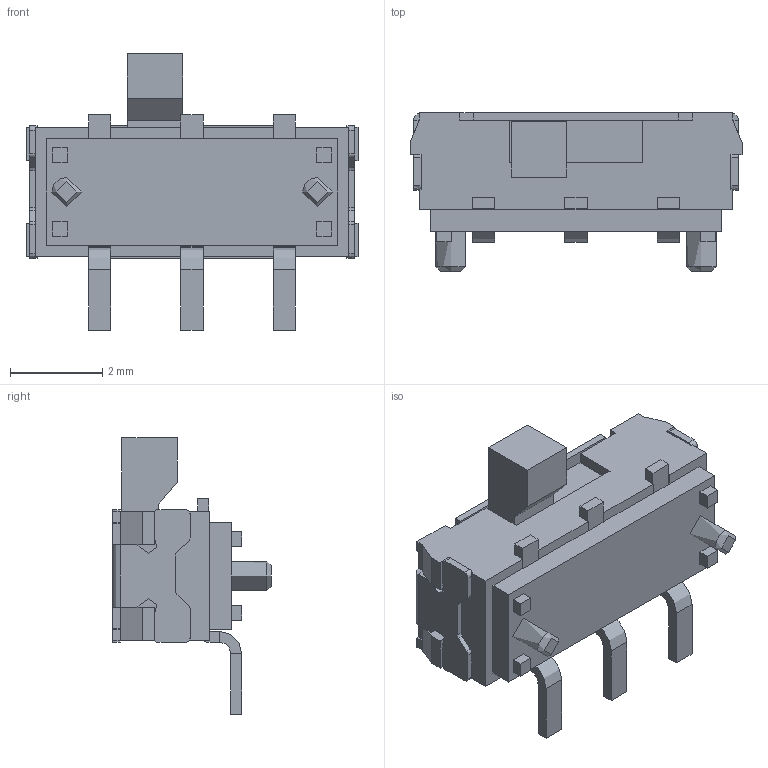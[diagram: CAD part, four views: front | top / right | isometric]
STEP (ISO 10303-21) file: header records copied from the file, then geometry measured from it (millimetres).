
FILE_DESCRIPTION(/* description */ (''),/* implementation_level */ '2;1');
FILE_NAME(/* name */ 'JS102011SAQN v1.step',/* time_stamp */ '2024-03-07T15:24:20-05:00',/* author */ (''),/* organization */ (''),/* preprocessor_version */ 'ST-DEVELOPER v20',/* originating_system */ 'Autodesk Translation Framework v12.14.0.127',/* authorisation */ '');
FILE_SCHEMA (('AUTOMOTIVE_DESIGN { 1 0 10303 214 3 1 1 }'));
Length unit declared in the file: inch
Products named in the file (1): JS102011SAQN
Bounding box: 7.2 x 3.44 x 6 mm (x, y, z)
Volume: 51 mm3; surface area: 125.2 mm2
Topology: 1 solids, 1 shells, 303 faces, 813 edges, 518 vertices
Faces by surface type: plane 241, cylinder 40, bspline 20, cone 2
Full cylindrical faces by diameter (mm): 0.64 x2
Entity records: 9660 total; most frequent: CARTESIAN_POINT 2121, ORIENTED_EDGE 1626, DIRECTION 1437, EDGE_CURVE 813, LINE 677, VECTOR 677, VERTEX_POINT 518, AXIS2_PLACEMENT_3D 380
